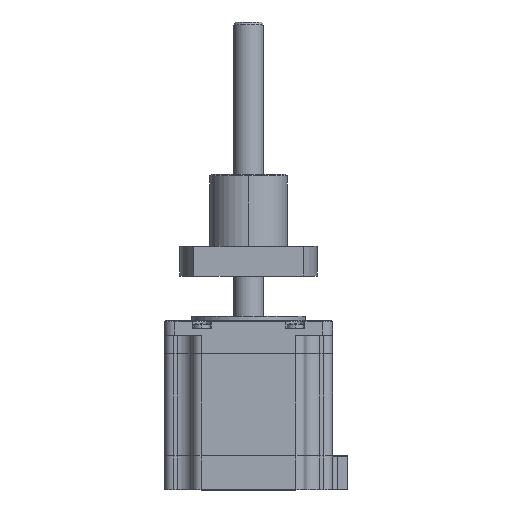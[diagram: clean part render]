
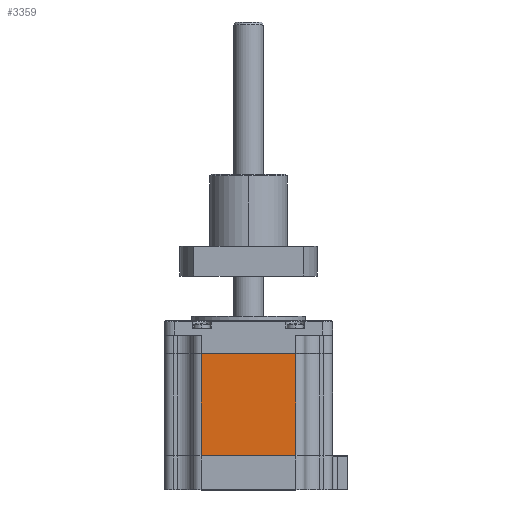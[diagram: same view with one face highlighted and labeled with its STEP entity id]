
A CAD part, top view. The second image highlights one B-rep face of the part: STEP entity #3359.
In plain terms, the highlighted planar face has unit normal (0, 0, 1).
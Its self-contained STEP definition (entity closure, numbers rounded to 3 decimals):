
#3 = PLANE ( 'NONE',  #5682 ) ;
#152 = VERTEX_POINT ( 'NONE', #8613 ) ;
#157 = LINE ( 'NONE', #4381, #5249 ) ;
#758 = CARTESIAN_POINT ( 'NONE',  ( -32.179, -60.672, 91.75 ) ) ;
#1241 = ORIENTED_EDGE ( 'NONE', *, *, #10810, .T. ) ;
#1857 = DIRECTION ( 'NONE',  ( 0., 0., -1. ) ) ;
#3148 = ORIENTED_EDGE ( 'NONE', *, *, #7204, .T. ) ;
#3359 = ADVANCED_FACE ( 'NONE', ( #6693 ), #3, .F. ) ;
#3705 = DIRECTION ( 'NONE',  ( 0., 1., 0. ) ) ;
#4381 = CARTESIAN_POINT ( 'NONE',  ( -0.579, -60.672, 91.75 ) ) ;
#4742 = VERTEX_POINT ( 'NONE', #13421 ) ;
#5179 = EDGE_LOOP ( 'NONE', ( #1241, #13750, #13899, #3148 ) ) ;
#5249 = VECTOR ( 'NONE', #9699, 1000. ) ;
#5291 = VECTOR ( 'NONE', #8140, 1000. ) ;
#5682 = AXIS2_PLACEMENT_3D ( 'NONE', #7227, #1857, #9382 ) ;
#5858 = EDGE_CURVE ( 'NONE', #12250, #13110, #13855, .T. ) ;
#6422 = EDGE_CURVE ( 'NONE', #13110, #4742, #12517, .T. ) ;
#6693 = FACE_OUTER_BOUND ( 'NONE', #5179, .T. ) ;
#6786 = VECTOR ( 'NONE', #3705, 1000. ) ;
#7089 = CARTESIAN_POINT ( 'NONE',  ( -0.579, -60.672, 91.75 ) ) ;
#7204 = EDGE_CURVE ( 'NONE', #12250, #152, #157, .T. ) ;
#7227 = CARTESIAN_POINT ( 'NONE',  ( -0.579, -60.672, 91.75 ) ) ;
#8140 = DIRECTION ( 'NONE',  ( -1., 0., 0. ) ) ;
#8613 = CARTESIAN_POINT ( 'NONE',  ( -0.579, -26.672, 91.75 ) ) ;
#8946 = DIRECTION ( 'NONE',  ( -1., 0., 0. ) ) ;
#9081 = CARTESIAN_POINT ( 'NONE',  ( -32.179, -60.672, 91.75 ) ) ;
#9347 = VECTOR ( 'NONE', #8946, 1000. ) ;
#9382 = DIRECTION ( 'NONE',  ( 0., -1., 0. ) ) ;
#9687 = LINE ( 'NONE', #11071, #9347 ) ;
#9699 = DIRECTION ( 'NONE',  ( 0., 1., 0. ) ) ;
#10810 = EDGE_CURVE ( 'NONE', #152, #4742, #9687, .T. ) ;
#11071 = CARTESIAN_POINT ( 'NONE',  ( -0.579, -26.672, 91.75 ) ) ;
#12074 = CARTESIAN_POINT ( 'NONE',  ( -0.579, -60.672, 91.75 ) ) ;
#12250 = VERTEX_POINT ( 'NONE', #12074 ) ;
#12517 = LINE ( 'NONE', #9081, #6786 ) ;
#13110 = VERTEX_POINT ( 'NONE', #758 ) ;
#13421 = CARTESIAN_POINT ( 'NONE',  ( -32.179, -26.672, 91.75 ) ) ;
#13750 = ORIENTED_EDGE ( 'NONE', *, *, #6422, .F. ) ;
#13855 = LINE ( 'NONE', #7089, #5291 ) ;
#13899 = ORIENTED_EDGE ( 'NONE', *, *, #5858, .F. ) ;
